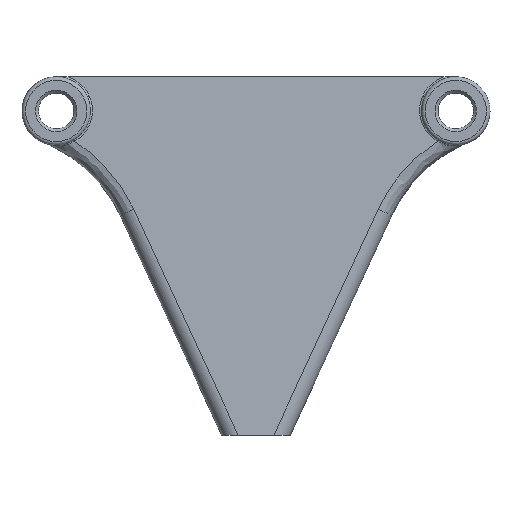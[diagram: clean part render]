
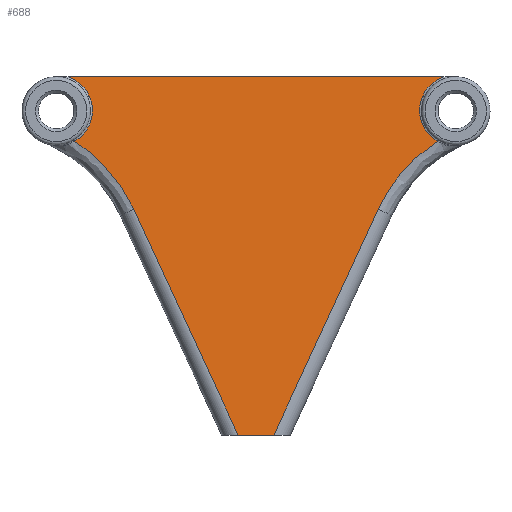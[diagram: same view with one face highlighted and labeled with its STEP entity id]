
A CAD part, top view. The second image highlights one B-rep face of the part: STEP entity #688.
In plain terms, the highlighted planar face has unit normal (0, 0.075, 0.997).
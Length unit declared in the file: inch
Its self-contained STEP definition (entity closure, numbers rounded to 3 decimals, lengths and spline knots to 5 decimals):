
#30=PLANE('',#774);
#48=LINE('',#2023,#74);
#52=LINE('',#2087,#78);
#57=LINE('',#2203,#83);
#58=LINE('',#2205,#84);
#74=VECTOR('',#892,0.3937);
#78=VECTOR('',#910,0.3937);
#83=VECTOR('',#941,0.3937);
#84=VECTOR('',#944,0.3937);
#136=FACE_OUTER_BOUND('',#182,.T.);
#182=EDGE_LOOP('',(#610,#611,#612,#613,#614,#615,#616,#617,#618,#619));
#188=B_SPLINE_CURVE_WITH_KNOTS('',3,(#1023,#1024,#1025,#1026,#1027,#1028),
 .UNSPECIFIED.,.F.,.F.,(4,1,1,4),(-0.91853,-0.65609,
-0.39366,0.),.UNSPECIFIED.);
#203=B_SPLINE_CURVE_WITH_KNOTS('',3,(#1340,#1341,#1342,#1343,#1344),
 .UNSPECIFIED.,.F.,.F.,(4,1,4),(0.92133,1.31498,1.83985),
 .UNSPECIFIED.);
#215=ELLIPSE('',#706,0.25171,0.251);
#222=ELLIPSE('',#727,0.25171,0.251);
#231=ELLIPSE('',#761,1.10312,1.1);
#235=ELLIPSE('',#770,1.10312,1.1);
#264=VERTEX_POINT('',#976);
#265=VERTEX_POINT('',#978);
#268=VERTEX_POINT('',#1021);
#285=VERTEX_POINT('',#1300);
#287=VERTEX_POINT('',#1338);
#295=VERTEX_POINT('',#1475);
#313=VERTEX_POINT('',#2020);
#314=VERTEX_POINT('',#2022);
#320=VERTEX_POINT('',#2085);
#324=VERTEX_POINT('',#2195);
#326=EDGE_CURVE('',#264,#265,#215,.T.);
#330=EDGE_CURVE('',#268,#264,#188,.T.);
#359=EDGE_CURVE('',#287,#285,#203,.T.);
#370=EDGE_CURVE('',#295,#287,#222,.T.);
#402=EDGE_CURVE('',#314,#313,#48,.T.);
#412=EDGE_CURVE('',#320,#313,#52,.T.);
#413=EDGE_CURVE('',#285,#320,#231,.T.);
#422=EDGE_CURVE('',#324,#268,#235,.T.);
#425=EDGE_CURVE('',#314,#324,#57,.T.);
#426=EDGE_CURVE('',#265,#295,#58,.T.);
#610=ORIENTED_EDGE('',*,*,#330,.F.);
#611=ORIENTED_EDGE('',*,*,#422,.F.);
#612=ORIENTED_EDGE('',*,*,#425,.F.);
#613=ORIENTED_EDGE('',*,*,#402,.T.);
#614=ORIENTED_EDGE('',*,*,#412,.F.);
#615=ORIENTED_EDGE('',*,*,#413,.F.);
#616=ORIENTED_EDGE('',*,*,#359,.F.);
#617=ORIENTED_EDGE('',*,*,#370,.F.);
#618=ORIENTED_EDGE('',*,*,#426,.F.);
#619=ORIENTED_EDGE('',*,*,#326,.F.);
#688=ADVANCED_FACE('',(#136),#30,.T.);
#706=AXIS2_PLACEMENT_3D('',#979,#781,#782);
#727=AXIS2_PLACEMENT_3D('',#1484,#825,#826);
#761=AXIS2_PLACEMENT_3D('',#2113,#911,#912);
#770=AXIS2_PLACEMENT_3D('',#2197,#931,#932);
#774=AXIS2_PLACEMENT_3D('',#2204,#942,#943);
#781=DIRECTION('center_axis',(0.,0.075,0.997));
#782=DIRECTION('ref_axis',(0.,0.997,-0.075));
#825=DIRECTION('center_axis',(0.,0.075,0.997));
#826=DIRECTION('ref_axis',(0.,-0.997,0.075));
#892=DIRECTION('',(1.,0.,0.));
#910=DIRECTION('',(-0.418,-0.906,0.068));
#911=DIRECTION('center_axis',(0.,0.075,0.997));
#912=DIRECTION('ref_axis',(0.,0.997,-0.075));
#931=DIRECTION('center_axis',(0.,0.075,0.997));
#932=DIRECTION('ref_axis',(0.,0.997,-0.075));
#941=DIRECTION('',(-0.418,0.906,-0.068));
#942=DIRECTION('center_axis',(0.,0.075,0.997));
#943=DIRECTION('ref_axis',(1.,0.,0.));
#944=DIRECTION('',(1.,0.,0.));
#976=CARTESIAN_POINT('',(-2.52738,0.10269,0.11004));
#978=CARTESIAN_POINT('',(-2.67361,0.236,0.1));
#979=CARTESIAN_POINT('Origin',(-2.75591,-0.00113,0.11786));
#1021=CARTESIAN_POINT('',(-2.63007,-0.20943,0.13355));
#1023=CARTESIAN_POINT('Ctrl Pts',(-2.63007,-0.20943,0.13355));
#1024=CARTESIAN_POINT('Ctrl Pts',(-2.60014,-0.19243,
0.13227));
#1025=CARTESIAN_POINT('Ctrl Pts',(-2.54748,-0.14597,
0.12877));
#1026=CARTESIAN_POINT('Ctrl Pts',(-2.49645,-0.03393,
0.12033));
#1027=CARTESIAN_POINT('Ctrl Pts',(-2.50607,0.05577,
0.11358));
#1028=CARTESIAN_POINT('Ctrl Pts',(-2.52738,0.10269,0.11004));
#1300=CARTESIAN_POINT('',(-0.12584,-0.20943,0.13355));
#1338=CARTESIAN_POINT('',(-0.22852,0.10269,0.11004));
#1340=CARTESIAN_POINT('Ctrl Pts',(-0.22852,0.10269,
0.11004));
#1341=CARTESIAN_POINT('Ctrl Pts',(-0.24984,0.05577,
0.11358));
#1342=CARTESIAN_POINT('Ctrl Pts',(-0.26375,-0.07032,
0.12308));
#1343=CARTESIAN_POINT('Ctrl Pts',(-0.18569,-0.17544,
0.13099));
#1344=CARTESIAN_POINT('Ctrl Pts',(-0.12584,-0.20943,
0.13355));
#1475=CARTESIAN_POINT('',(-0.08229,0.236,0.1));
#1484=CARTESIAN_POINT('Origin',(0.,-0.00113,0.11786));
#2020=CARTESIAN_POINT('',(-1.25535,-2.236,0.28622));
#2022=CARTESIAN_POINT('',(-1.50055,-2.236,0.28622));
#2023=CARTESIAN_POINT('',(-1.61417,-2.236,0.28622));
#2085=CARTESIAN_POINT('',(-0.53538,-0.67716,0.16879));
#2087=CARTESIAN_POINT('',(-1.27681,-2.28245,0.28972));
#2113=CARTESIAN_POINT('Origin',(0.46325,-1.13839,0.20354));
#2195=CARTESIAN_POINT('',(-2.22053,-0.67716,0.16879));
#2197=CARTESIAN_POINT('Origin',(-3.21916,-1.13839,0.20354));
#2203=CARTESIAN_POINT('',(-1.52718,-2.17835,0.28188));
#2204=CARTESIAN_POINT('Origin',(-1.61417,-2.236,0.28622));
#2205=CARTESIAN_POINT('',(-2.75591,0.236,0.1));
